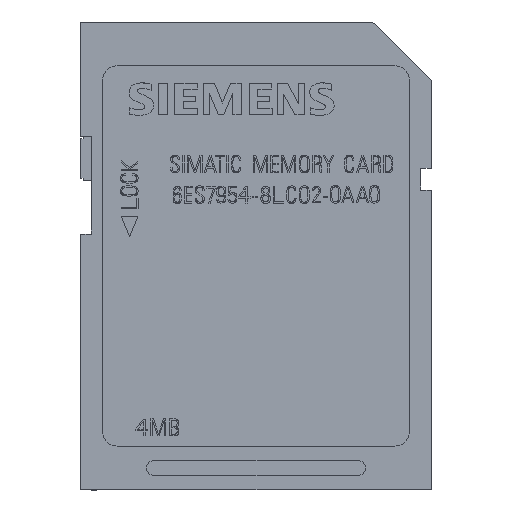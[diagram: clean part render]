
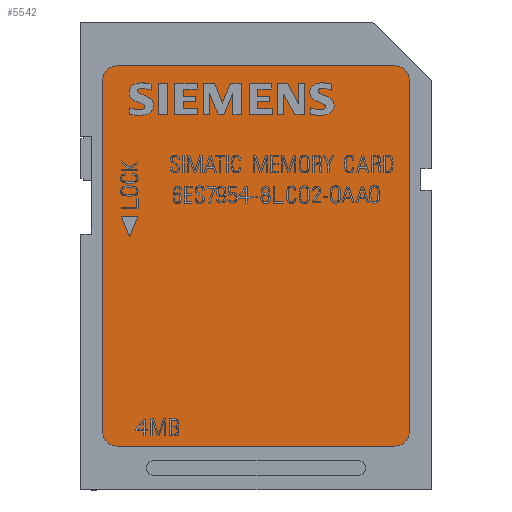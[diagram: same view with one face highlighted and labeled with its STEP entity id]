
A CAD part, top view. The second image highlights one B-rep face of the part: STEP entity #5542.
In plain terms, the highlighted face is planar.
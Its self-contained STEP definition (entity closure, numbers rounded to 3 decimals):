
#5463=CIRCLE('',#16464,1.);
#5464=CIRCLE('',#16467,1.);
#5465=CIRCLE('',#16470,1.);
#5466=CIRCLE('',#16473,1.);
#5542=ADVANCED_FACE('',(#6670),#6183,.T.);
#6183=PLANE('',#16475);
#6670=FACE_OUTER_BOUND('',#7282,.T.);
#7282=EDGE_LOOP('',(#8250,#8251,#8252,#8253,#8254,#8255,#8256,#8257));
#8250=ORIENTED_EDGE('',*,*,#12392,.F.);
#8251=ORIENTED_EDGE('',*,*,#12395,.F.);
#8252=ORIENTED_EDGE('',*,*,#12397,.F.);
#8253=ORIENTED_EDGE('',*,*,#12399,.F.);
#8254=ORIENTED_EDGE('',*,*,#12401,.F.);
#8255=ORIENTED_EDGE('',*,*,#12403,.F.);
#8256=ORIENTED_EDGE('',*,*,#12405,.F.);
#8257=ORIENTED_EDGE('',*,*,#12406,.F.);
#11262=VERTEX_POINT('',#19293);
#11263=VERTEX_POINT('',#19295);
#11264=VERTEX_POINT('',#19299);
#11265=VERTEX_POINT('',#19303);
#11266=VERTEX_POINT('',#19307);
#11267=VERTEX_POINT('',#19311);
#11268=VERTEX_POINT('',#19315);
#11269=VERTEX_POINT('',#19319);
#12392=EDGE_CURVE('',#11262,#11263,#14006,.T.);
#12395=EDGE_CURVE('',#11264,#11262,#5463,.T.);
#12397=EDGE_CURVE('',#11265,#11264,#14010,.T.);
#12399=EDGE_CURVE('',#11266,#11265,#5464,.T.);
#12401=EDGE_CURVE('',#11267,#11266,#14013,.T.);
#12403=EDGE_CURVE('',#11268,#11267,#5465,.T.);
#12405=EDGE_CURVE('',#11269,#11268,#14016,.T.);
#12406=EDGE_CURVE('',#11263,#11269,#5466,.T.);
#14006=LINE('',#19294,#14818);
#14010=LINE('',#19304,#14822);
#14013=LINE('',#19312,#14825);
#14016=LINE('',#19320,#14828);
#14818=VECTOR('',#17217,1.);
#14822=VECTOR('',#17227,1.);
#14825=VECTOR('',#17236,1.);
#14828=VECTOR('',#17245,1.);
#16464=AXIS2_PLACEMENT_3D('',#19300,#17222,#17223);
#16467=AXIS2_PLACEMENT_3D('',#19308,#17231,#17232);
#16470=AXIS2_PLACEMENT_3D('',#19316,#17240,#17241);
#16473=AXIS2_PLACEMENT_3D('',#19322,#17248,#17249);
#16475=AXIS2_PLACEMENT_3D('',#19324,#17252,#17253);
#17217=DIRECTION('',(0.,-1.,0.));
#17222=DIRECTION('',(0.,0.,1.));
#17223=DIRECTION('',(0.,1.,0.));
#17227=DIRECTION('',(-1.,0.,0.));
#17231=DIRECTION('',(0.,0.,1.));
#17232=DIRECTION('',(0.,1.,0.));
#17236=DIRECTION('',(0.,1.,0.));
#17240=DIRECTION('',(0.,0.,1.));
#17241=DIRECTION('',(0.,1.,0.));
#17245=DIRECTION('',(1.,0.,0.));
#17248=DIRECTION('',(0.,0.,1.));
#17249=DIRECTION('',(0.,1.,0.));
#17252=DIRECTION('',(0.,0.,-1.));
#17253=DIRECTION('',(-1.,0.,0.));
#19293=CARTESIAN_POINT('',(3.,21.5,0.1));
#19294=CARTESIAN_POINT('',(3.,2.5,0.1));
#19295=CARTESIAN_POINT('',(3.,2.5,0.1));
#19299=CARTESIAN_POINT('',(4.,22.5,0.1));
#19300=CARTESIAN_POINT('',(4.,21.5,0.1));
#19303=CARTESIAN_POINT('',(28.,22.5,0.1));
#19304=CARTESIAN_POINT('',(4.,22.5,0.1));
#19307=CARTESIAN_POINT('',(29.,21.5,0.1));
#19308=CARTESIAN_POINT('',(28.,21.5,0.1));
#19311=CARTESIAN_POINT('',(29.,2.5,0.1));
#19312=CARTESIAN_POINT('',(29.,21.5,0.1));
#19315=CARTESIAN_POINT('',(28.,1.5,0.1));
#19316=CARTESIAN_POINT('',(28.,2.5,0.1));
#19319=CARTESIAN_POINT('',(4.,1.5,0.1));
#19320=CARTESIAN_POINT('',(28.,1.5,0.1));
#19322=CARTESIAN_POINT('',(4.,2.5,0.1));
#19324=CARTESIAN_POINT('',(4.,21.5,0.1));
